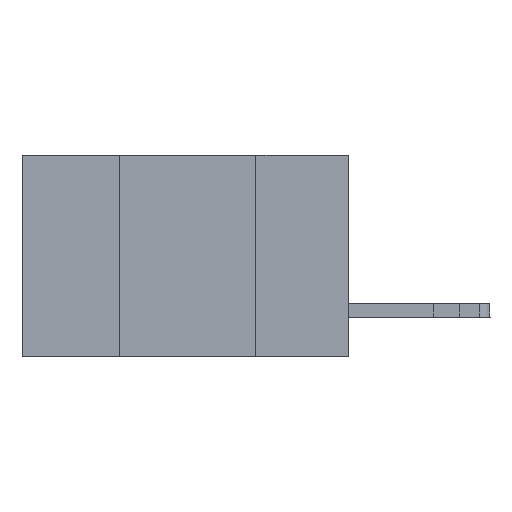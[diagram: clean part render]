
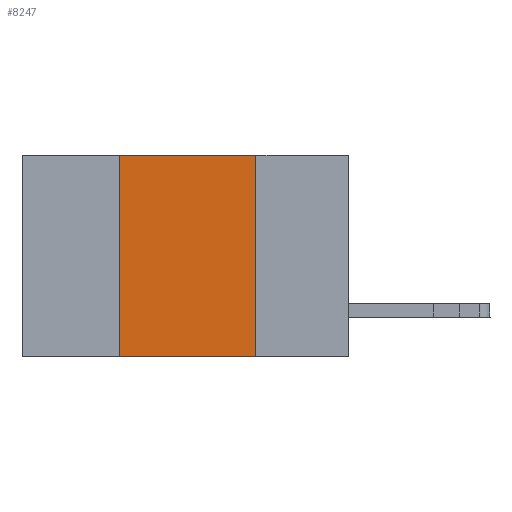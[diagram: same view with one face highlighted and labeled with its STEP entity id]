
A CAD part, left-side view. The second image highlights one B-rep face of the part: STEP entity #8247.
In plain terms, the highlighted planar face has unit normal (-1, 0, 0).
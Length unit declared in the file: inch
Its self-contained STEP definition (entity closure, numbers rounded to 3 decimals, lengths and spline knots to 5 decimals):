
#39 = VECTOR ( 'NONE', #18574, 39.37008 ) ;
#519 = DIRECTION ( 'NONE',  ( 0., -1., 0. ) ) ;
#1761 = EDGE_CURVE ( 'NONE', #2679, #6134, #7165, .T. ) ;
#1936 = ORIENTED_EDGE ( 'NONE', *, *, #9807, .F. ) ;
#2172 = CARTESIAN_POINT ( 'NONE',  ( 0., 0.17, -0.37 ) ) ;
#2679 = VERTEX_POINT ( 'NONE', #6475 ) ;
#3251 = VERTEX_POINT ( 'NONE', #4427 ) ;
#3319 = DIRECTION ( 'NONE',  ( 1., 0., 0. ) ) ;
#3329 = ORIENTED_EDGE ( 'NONE', *, *, #1761, .F. ) ;
#4236 = EDGE_LOOP ( 'NONE', ( #16599, #3329, #1936, #15076 ) ) ;
#4427 = CARTESIAN_POINT ( 'NONE',  ( 0., 0.42, -0.37 ) ) ;
#5128 = PLANE ( 'NONE',  #8073 ) ;
#6134 = VERTEX_POINT ( 'NONE', #18178 ) ;
#6475 = CARTESIAN_POINT ( 'NONE',  ( 0., 0.42, 0. ) ) ;
#6910 = CARTESIAN_POINT ( 'NONE',  ( 0., 0.6, 0. ) ) ;
#7165 = LINE ( 'NONE', #19193, #18079 ) ;
#7889 = CARTESIAN_POINT ( 'NONE',  ( 0., 0.42, 0. ) ) ;
#8073 = AXIS2_PLACEMENT_3D ( 'NONE', #6910, #3319, #10203 ) ;
#8247 = ADVANCED_FACE ( 'NONE', ( #14945 ), #5128, .F. ) ;
#9659 = LINE ( 'NONE', #19770, #11827 ) ;
#9807 = EDGE_CURVE ( 'NONE', #3251, #2679, #19222, .T. ) ;
#10203 = DIRECTION ( 'NONE',  ( 0., 0., -1. ) ) ;
#10208 = CARTESIAN_POINT ( 'NONE',  ( 0., 0.17, 0. ) ) ;
#11827 = VECTOR ( 'NONE', #519, 39.37008 ) ;
#13877 = EDGE_CURVE ( 'NONE', #3251, #18445, #9659, .T. ) ;
#14511 = LINE ( 'NONE', #10208, #39 ) ;
#14945 = FACE_OUTER_BOUND ( 'NONE', #4236, .T. ) ;
#15076 = ORIENTED_EDGE ( 'NONE', *, *, #13877, .T. ) ;
#16599 = ORIENTED_EDGE ( 'NONE', *, *, #21052, .F. ) ;
#18079 = VECTOR ( 'NONE', #20977, 39.37008 ) ;
#18178 = CARTESIAN_POINT ( 'NONE',  ( 0., 0.17, 0. ) ) ;
#18445 = VERTEX_POINT ( 'NONE', #2172 ) ;
#18574 = DIRECTION ( 'NONE',  ( 0., 0., -1. ) ) ;
#19193 = CARTESIAN_POINT ( 'NONE',  ( 0., 0.6, 0. ) ) ;
#19222 = LINE ( 'NONE', #7889, #19509 ) ;
#19509 = VECTOR ( 'NONE', #21846, 39.37008 ) ;
#19770 = CARTESIAN_POINT ( 'NONE',  ( 0., 0.6, -0.37 ) ) ;
#20977 = DIRECTION ( 'NONE',  ( 0., -1., 0. ) ) ;
#21052 = EDGE_CURVE ( 'NONE', #6134, #18445, #14511, .T. ) ;
#21846 = DIRECTION ( 'NONE',  ( 0., 0., 1. ) ) ;
